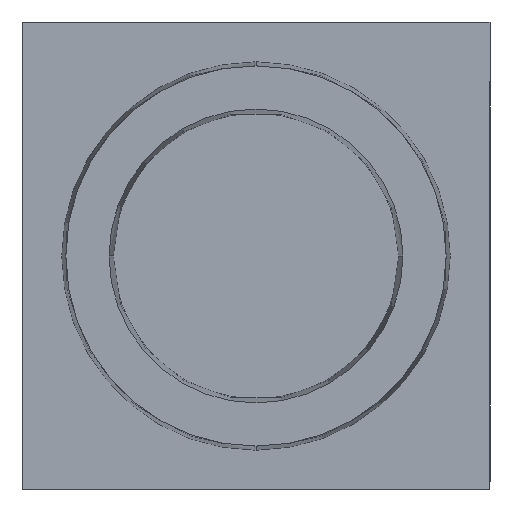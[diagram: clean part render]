
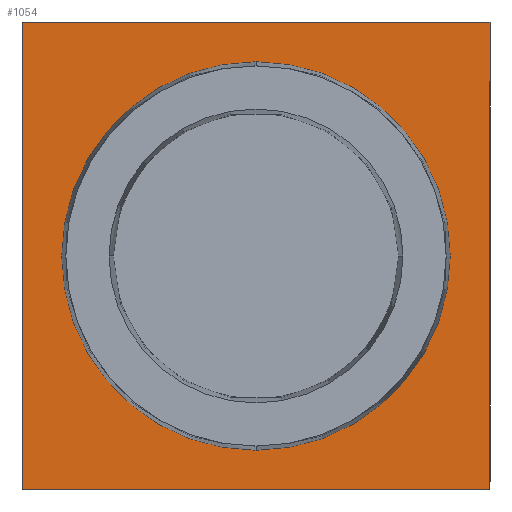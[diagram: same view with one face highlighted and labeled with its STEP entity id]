
A CAD part, front view. The second image highlights one B-rep face of the part: STEP entity #1054.
In plain terms, the highlighted planar face has unit normal (0, -1, 0).
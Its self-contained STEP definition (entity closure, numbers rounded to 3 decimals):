
#73 = EDGE_LOOP ( 'NONE', ( #242, #98 ) ) ;
#98 = ORIENTED_EDGE ( 'NONE', *, *, #277, .T. ) ;
#118 = CIRCLE ( 'NONE', #210, 20.75 ) ;
#134 = LINE ( 'NONE', #976, #1244 ) ;
#138 = AXIS2_PLACEMENT_3D ( 'NONE', #216, #1284, #642 ) ;
#163 = DIRECTION ( 'NONE',  ( 0., 0., 1. ) ) ;
#205 = EDGE_CURVE ( 'NONE', #401, #238, #587, .T. ) ;
#210 = AXIS2_PLACEMENT_3D ( 'NONE', #449, #974, #231 ) ;
#216 = CARTESIAN_POINT ( 'NONE',  ( 0., 0., 0. ) ) ;
#231 = DIRECTION ( 'NONE',  ( 0., 0., 1. ) ) ;
#238 = VERTEX_POINT ( 'NONE', #1280 ) ;
#240 = AXIS2_PLACEMENT_3D ( 'NONE', #771, #1222, #163 ) ;
#242 = ORIENTED_EDGE ( 'NONE', *, *, #786, .T. ) ;
#277 = EDGE_CURVE ( 'NONE', #764, #1085, #851, .T. ) ;
#344 = ORIENTED_EDGE ( 'NONE', *, *, #205, .F. ) ;
#373 = VERTEX_POINT ( 'NONE', #994 ) ;
#384 = VECTOR ( 'NONE', #397, 1000. ) ;
#397 = DIRECTION ( 'NONE',  ( 0., 0., -1. ) ) ;
#401 = VERTEX_POINT ( 'NONE', #759 ) ;
#423 = EDGE_CURVE ( 'NONE', #238, #373, #134, .T. ) ;
#438 = EDGE_CURVE ( 'NONE', #373, #1395, #1113, .T. ) ;
#449 = CARTESIAN_POINT ( 'NONE',  ( 0., 0., 0. ) ) ;
#450 = CARTESIAN_POINT ( 'NONE',  ( 25., 0., 25. ) ) ;
#492 = CARTESIAN_POINT ( 'NONE',  ( 25., 0., -25. ) ) ;
#587 = LINE ( 'NONE', #1048, #1261 ) ;
#642 = DIRECTION ( 'NONE',  ( 0., 0., 1. ) ) ;
#654 = CARTESIAN_POINT ( 'NONE',  ( 0., 0., -20.75 ) ) ;
#759 = CARTESIAN_POINT ( 'NONE',  ( 25., 0., -25. ) ) ;
#764 = VERTEX_POINT ( 'NONE', #654 ) ;
#768 = EDGE_LOOP ( 'NONE', ( #1254, #1310, #1119, #344 ) ) ;
#771 = CARTESIAN_POINT ( 'NONE',  ( 25., 0., 25. ) ) ;
#786 = EDGE_CURVE ( 'NONE', #1085, #764, #118, .T. ) ;
#791 = CARTESIAN_POINT ( 'NONE',  ( 0., 0., 20.75 ) ) ;
#851 = CIRCLE ( 'NONE', #138, 20.75 ) ;
#974 = DIRECTION ( 'NONE',  ( 0., 1., 0. ) ) ;
#976 = CARTESIAN_POINT ( 'NONE',  ( -25., 0., -25. ) ) ;
#994 = CARTESIAN_POINT ( 'NONE',  ( -25., 0., 25. ) ) ;
#1002 = CARTESIAN_POINT ( 'NONE',  ( -25., 0., 25. ) ) ;
#1048 = CARTESIAN_POINT ( 'NONE',  ( -25., 0., -25. ) ) ;
#1054 = ADVANCED_FACE ( 'NONE', ( #1241, #1141 ), #1114, .F. ) ;
#1071 = VECTOR ( 'NONE', #1333, 1000. ) ;
#1085 = VERTEX_POINT ( 'NONE', #791 ) ;
#1087 = LINE ( 'NONE', #492, #384 ) ;
#1113 = LINE ( 'NONE', #1002, #1071 ) ;
#1114 = PLANE ( 'NONE',  #240 ) ;
#1119 = ORIENTED_EDGE ( 'NONE', *, *, #423, .F. ) ;
#1141 = FACE_BOUND ( 'NONE', #73, .T. ) ;
#1184 = EDGE_CURVE ( 'NONE', #1395, #401, #1087, .T. ) ;
#1222 = DIRECTION ( 'NONE',  ( 0., 1., 0. ) ) ;
#1225 = DIRECTION ( 'NONE',  ( 0., 0., 1. ) ) ;
#1241 = FACE_OUTER_BOUND ( 'NONE', #768, .T. ) ;
#1244 = VECTOR ( 'NONE', #1225, 1000. ) ;
#1254 = ORIENTED_EDGE ( 'NONE', *, *, #1184, .F. ) ;
#1261 = VECTOR ( 'NONE', #1368, 1000. ) ;
#1280 = CARTESIAN_POINT ( 'NONE',  ( -25., 0., -25. ) ) ;
#1284 = DIRECTION ( 'NONE',  ( 0., 1., 0. ) ) ;
#1310 = ORIENTED_EDGE ( 'NONE', *, *, #438, .F. ) ;
#1333 = DIRECTION ( 'NONE',  ( 1., 0., 0. ) ) ;
#1368 = DIRECTION ( 'NONE',  ( -1., 0., 0. ) ) ;
#1395 = VERTEX_POINT ( 'NONE', #450 ) ;
